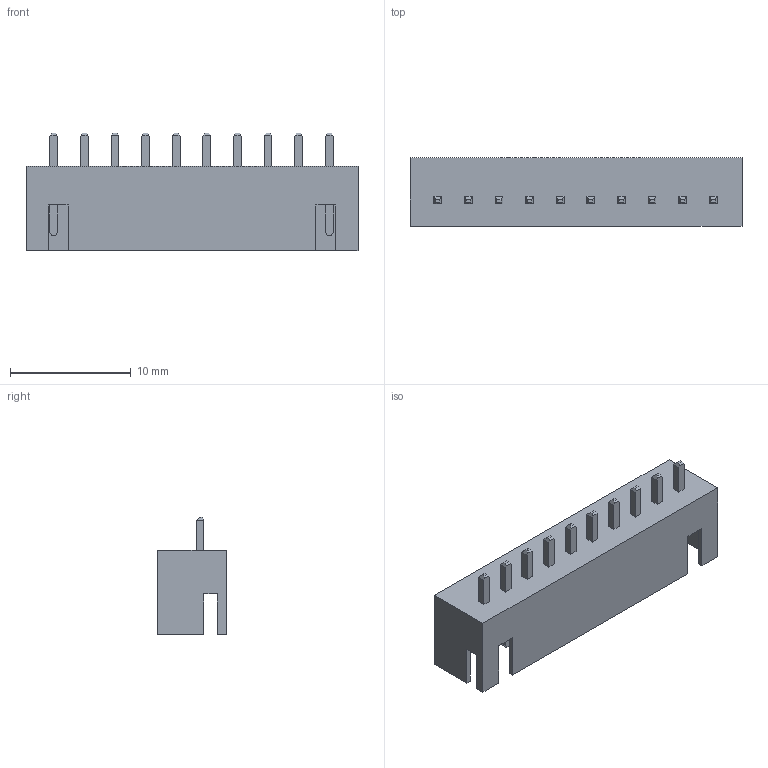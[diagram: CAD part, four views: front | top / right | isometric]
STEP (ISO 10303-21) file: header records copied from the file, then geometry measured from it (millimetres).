
FILE_DESCRIPTION(/* description */ (''),/* implementation_level */ '2;1');
FILE_NAME(/* name */ '10 pin RMC.step',/* time_stamp */ '2024-05-21T11:47:47+05:30',/* author */ (''),/* organization */ (''),/* preprocessor_version */ 'ST-DEVELOPER v20',/* originating_system */ 'Autodesk Translation Framework v13.14.0.145',/* authorisation */ '');
FILE_SCHEMA (('AUTOMOTIVE_DESIGN { 1 0 10303 214 3 1 1 }'));
Length unit declared in the file: millimetre
Products named in the file (2): 10 pin RMC; pins
Assembly tree (1 placements, depth 2):
  10 pin RMC
    pins
Bounding box: 27.54 x 5.7 x 9.76 mm (x, y, z)
Volume: 309.2 mm3; surface area: 1374.4 mm2
Topology: 11 solids, 11 shells, 186 faces, 472 edges, 308 vertices
Faces by surface type: plane 186
Entity records: 5548 total; most frequent: CARTESIAN_POINT 969, ORIENTED_EDGE 944, DIRECTION 850, LINE 472, VECTOR 472, EDGE_CURVE 472, VERTEX_POINT 308, EDGE_LOOP 206
